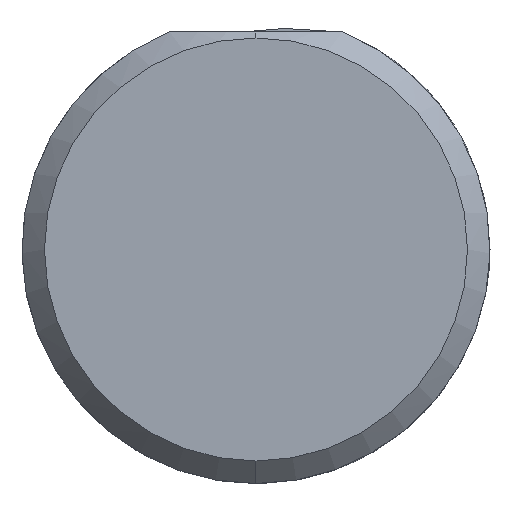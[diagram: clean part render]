
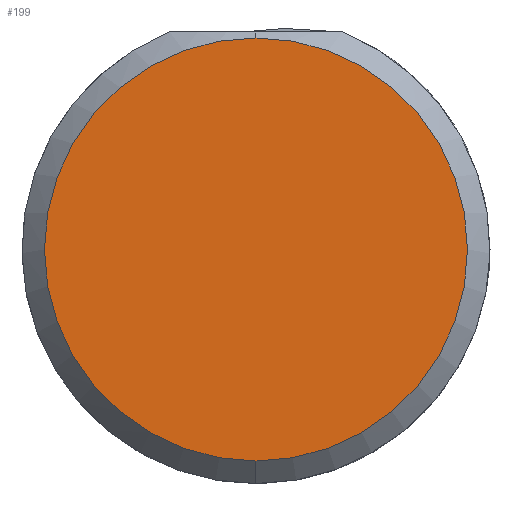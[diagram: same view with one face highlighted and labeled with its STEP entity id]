
A CAD part, left-side view. The second image highlights one B-rep face of the part: STEP entity #199.
In plain terms, the highlighted planar face has unit normal (-1, 0, 0).
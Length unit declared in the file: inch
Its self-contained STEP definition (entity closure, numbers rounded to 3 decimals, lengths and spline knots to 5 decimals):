
#24 = EDGE_CURVE ( 'NONE', #385, #353, #94, .T. ) ;
#45 = FACE_OUTER_BOUND ( 'NONE', #428, .T. ) ;
#68 = CARTESIAN_POINT ( 'NONE',  ( 0., 0., 0. ) ) ;
#76 = EDGE_CURVE ( 'NONE', #353, #385, #426, .T. ) ;
#94 = CIRCLE ( 'NONE', #262, 0.1411 ) ;
#159 = AXIS2_PLACEMENT_3D ( 'NONE', #341, #236, #434 ) ;
#171 = DIRECTION ( 'NONE',  ( -1., 0., 0. ) ) ;
#199 = ADVANCED_FACE ( 'NONE', ( #45 ), #589, .F. ) ;
#236 = DIRECTION ( 'NONE',  ( 1., 0., 0. ) ) ;
#250 = ORIENTED_EDGE ( 'NONE', *, *, #24, .T. ) ;
#262 = AXIS2_PLACEMENT_3D ( 'NONE', #566, #171, #564 ) ;
#314 = CARTESIAN_POINT ( 'NONE',  ( 0., 0., 0.1411 ) ) ;
#341 = CARTESIAN_POINT ( 'NONE',  ( 0., 0., 0. ) ) ;
#353 = VERTEX_POINT ( 'NONE', #314 ) ;
#385 = VERTEX_POINT ( 'NONE', #520 ) ;
#415 = DIRECTION ( 'NONE',  ( -1., 0., 0. ) ) ;
#426 = CIRCLE ( 'NONE', #478, 0.1411 ) ;
#428 = EDGE_LOOP ( 'NONE', ( #250, #473 ) ) ;
#434 = DIRECTION ( 'NONE',  ( 0., 0., -1. ) ) ;
#473 = ORIENTED_EDGE ( 'NONE', *, *, #76, .T. ) ;
#478 = AXIS2_PLACEMENT_3D ( 'NONE', #68, #415, #610 ) ;
#520 = CARTESIAN_POINT ( 'NONE',  ( 0., 0., -0.1411 ) ) ;
#564 = DIRECTION ( 'NONE',  ( 0., 0., 1. ) ) ;
#566 = CARTESIAN_POINT ( 'NONE',  ( 0., 0., 0. ) ) ;
#589 = PLANE ( 'NONE',  #159 ) ;
#610 = DIRECTION ( 'NONE',  ( 0., 0., 1. ) ) ;
